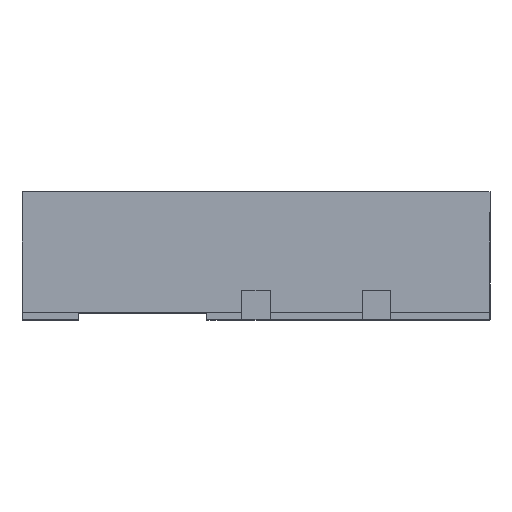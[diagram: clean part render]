
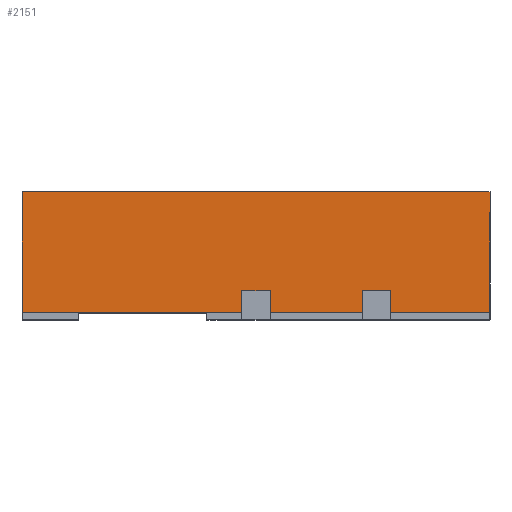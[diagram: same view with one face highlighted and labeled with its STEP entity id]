
A CAD part, top view. The second image highlights one B-rep face of the part: STEP entity #2151.
In plain terms, the highlighted planar face has unit normal (0, 0, 1).
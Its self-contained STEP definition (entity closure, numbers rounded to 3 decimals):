
#13 = EDGE_CURVE ( 'NONE', #1495, #2625, #2804, .T. ) ;
#25 = EDGE_CURVE ( 'NONE', #3848, #2366, #283, .T. ) ;
#28 = CARTESIAN_POINT ( 'NONE',  ( -1.65, 0.9, 1.65 ) ) ;
#46 = DIRECTION ( 'NONE',  ( -1., 0., 0. ) ) ;
#60 = LINE ( 'NONE', #2825, #1933 ) ;
#98 = CARTESIAN_POINT ( 'NONE',  ( 1.65, 0.9, 1.65 ) ) ;
#111 = ORIENTED_EDGE ( 'NONE', *, *, #2830, .F. ) ;
#233 = ORIENTED_EDGE ( 'NONE', *, *, #3602, .F. ) ;
#242 = EDGE_CURVE ( 'NONE', #1688, #3413, #2040, .T. ) ;
#283 = LINE ( 'NONE', #1856, #2302 ) ;
#336 = LINE ( 'NONE', #98, #364 ) ;
#353 = CARTESIAN_POINT ( 'NONE',  ( -1.65, 0.05, 1.65 ) ) ;
#361 = DIRECTION ( 'NONE',  ( -1., 0., 0. ) ) ;
#364 = VECTOR ( 'NONE', #1909, 1000. ) ;
#408 = VECTOR ( 'NONE', #3000, 1000. ) ;
#433 = VECTOR ( 'NONE', #46, 1000. ) ;
#495 = ORIENTED_EDGE ( 'NONE', *, *, #2523, .T. ) ;
#604 = CARTESIAN_POINT ( 'NONE',  ( -1.65, 0.05, 1.65 ) ) ;
#672 = CARTESIAN_POINT ( 'NONE',  ( -0.1, 0.05, 1.65 ) ) ;
#737 = CARTESIAN_POINT ( 'NONE',  ( -0.1, 0.9, 1.65 ) ) ;
#753 = CARTESIAN_POINT ( 'NONE',  ( 0., 0.9, 1.65 ) ) ;
#805 = CARTESIAN_POINT ( 'NONE',  ( 0.95, 0.203, 1.65 ) ) ;
#818 = CARTESIAN_POINT ( 'NONE',  ( -1.65, 0.9, 1.65 ) ) ;
#982 = CARTESIAN_POINT ( 'NONE',  ( -1.65, 0.203, 1.65 ) ) ;
#1003 = VERTEX_POINT ( 'NONE', #2552 ) ;
#1044 = DIRECTION ( 'NONE',  ( -1., 0., 0. ) ) ;
#1109 = VECTOR ( 'NONE', #2269, 1000. ) ;
#1163 = CARTESIAN_POINT ( 'NONE',  ( 0.1, 0.203, 1.65 ) ) ;
#1225 = DIRECTION ( 'NONE',  ( 0., -1., 0. ) ) ;
#1279 = DIRECTION ( 'NONE',  ( -1., 0., 0. ) ) ;
#1312 = VECTOR ( 'NONE', #1665, 1000. ) ;
#1350 = LINE ( 'NONE', #737, #1109 ) ;
#1495 = VERTEX_POINT ( 'NONE', #672 ) ;
#1516 = CARTESIAN_POINT ( 'NONE',  ( -1.65, 0.203, 1.65 ) ) ;
#1563 = EDGE_CURVE ( 'NONE', #1829, #1719, #336, .T. ) ;
#1613 = PLANE ( 'NONE',  #2771 ) ;
#1665 = DIRECTION ( 'NONE',  ( 0., -1., 0. ) ) ;
#1688 = VERTEX_POINT ( 'NONE', #3357 ) ;
#1719 = VERTEX_POINT ( 'NONE', #2541 ) ;
#1787 = ORIENTED_EDGE ( 'NONE', *, *, #242, .F. ) ;
#1829 = VERTEX_POINT ( 'NONE', #2596 ) ;
#1856 = CARTESIAN_POINT ( 'NONE',  ( 0.75, 0.9, 1.65 ) ) ;
#1866 = DIRECTION ( 'NONE',  ( -1., 0., 0. ) ) ;
#1880 = VERTEX_POINT ( 'NONE', #2631 ) ;
#1909 = DIRECTION ( 'NONE',  ( 0., 1., 0. ) ) ;
#1927 = VERTEX_POINT ( 'NONE', #1163 ) ;
#1933 = VECTOR ( 'NONE', #2513, 1000. ) ;
#1941 = VECTOR ( 'NONE', #1866, 1000. ) ;
#2028 = LINE ( 'NONE', #818, #1312 ) ;
#2040 = LINE ( 'NONE', #2913, #3021 ) ;
#2093 = EDGE_CURVE ( 'NONE', #1003, #1927, #60, .T. ) ;
#2104 = CARTESIAN_POINT ( 'NONE',  ( 0.75, 0.203, 1.65 ) ) ;
#2110 = LINE ( 'NONE', #1516, #408 ) ;
#2118 = ORIENTED_EDGE ( 'NONE', *, *, #3191, .F. ) ;
#2123 = ORIENTED_EDGE ( 'NONE', *, *, #3193, .F. ) ;
#2131 = EDGE_LOOP ( 'NONE', ( #3267, #111, #1787, #2118, #2166, #495, #3803, #3890, #2238, #233, #2416, #2123 ) ) ;
#2151 = ADVANCED_FACE ( 'NONE', ( #3101 ), #1613, .F. ) ;
#2166 = ORIENTED_EDGE ( 'NONE', *, *, #1563, .T. ) ;
#2210 = CARTESIAN_POINT ( 'NONE',  ( 0.75, 0.05, 1.65 ) ) ;
#2238 = ORIENTED_EDGE ( 'NONE', *, *, #2517, .F. ) ;
#2249 = CARTESIAN_POINT ( 'NONE',  ( -1.65, 0.05, 1.65 ) ) ;
#2269 = DIRECTION ( 'NONE',  ( 0., -1., 0. ) ) ;
#2302 = VECTOR ( 'NONE', #1225, 1000. ) ;
#2320 = LINE ( 'NONE', #753, #3424 ) ;
#2366 = VERTEX_POINT ( 'NONE', #2210 ) ;
#2416 = ORIENTED_EDGE ( 'NONE', *, *, #2093, .F. ) ;
#2447 = VECTOR ( 'NONE', #2468, 1000. ) ;
#2449 = VECTOR ( 'NONE', #1279, 1000. ) ;
#2468 = DIRECTION ( 'NONE',  ( -1., 0., 0. ) ) ;
#2475 = EDGE_CURVE ( 'NONE', #3343, #2625, #2028, .T. ) ;
#2486 = LINE ( 'NONE', #353, #1941 ) ;
#2510 = LINE ( 'NONE', #982, #2447 ) ;
#2513 = DIRECTION ( 'NONE',  ( 0., 1., 0. ) ) ;
#2517 = EDGE_CURVE ( 'NONE', #1880, #1495, #1350, .T. ) ;
#2523 = EDGE_CURVE ( 'NONE', #1719, #3343, #2320, .T. ) ;
#2541 = CARTESIAN_POINT ( 'NONE',  ( 1.65, 0.9, 1.65 ) ) ;
#2552 = CARTESIAN_POINT ( 'NONE',  ( 0.1, 0.05, 1.65 ) ) ;
#2596 = CARTESIAN_POINT ( 'NONE',  ( 1.65, 0.05, 1.65 ) ) ;
#2625 = VERTEX_POINT ( 'NONE', #2249 ) ;
#2631 = CARTESIAN_POINT ( 'NONE',  ( -0.1, 0.203, 1.65 ) ) ;
#2771 = AXIS2_PLACEMENT_3D ( 'NONE', #3125, #3391, #361 ) ;
#2804 = LINE ( 'NONE', #3977, #433 ) ;
#2825 = CARTESIAN_POINT ( 'NONE',  ( 0.1, 0.9, 1.65 ) ) ;
#2830 = EDGE_CURVE ( 'NONE', #3413, #3848, #2510, .T. ) ;
#2913 = CARTESIAN_POINT ( 'NONE',  ( 0.95, 0.9, 1.65 ) ) ;
#3000 = DIRECTION ( 'NONE',  ( -1., 0., 0. ) ) ;
#3021 = VECTOR ( 'NONE', #3592, 1000. ) ;
#3101 = FACE_OUTER_BOUND ( 'NONE', #2131, .T. ) ;
#3125 = CARTESIAN_POINT ( 'NONE',  ( -1.65, 0.9, 1.65 ) ) ;
#3191 = EDGE_CURVE ( 'NONE', #1829, #1688, #2486, .T. ) ;
#3193 = EDGE_CURVE ( 'NONE', #2366, #1003, #3714, .T. ) ;
#3267 = ORIENTED_EDGE ( 'NONE', *, *, #25, .F. ) ;
#3343 = VERTEX_POINT ( 'NONE', #28 ) ;
#3357 = CARTESIAN_POINT ( 'NONE',  ( 0.95, 0.05, 1.65 ) ) ;
#3391 = DIRECTION ( 'NONE',  ( 0., 0., -1. ) ) ;
#3413 = VERTEX_POINT ( 'NONE', #805 ) ;
#3424 = VECTOR ( 'NONE', #1044, 1000. ) ;
#3592 = DIRECTION ( 'NONE',  ( 0., 1., 0. ) ) ;
#3602 = EDGE_CURVE ( 'NONE', #1927, #1880, #2110, .T. ) ;
#3714 = LINE ( 'NONE', #604, #2449 ) ;
#3803 = ORIENTED_EDGE ( 'NONE', *, *, #2475, .T. ) ;
#3848 = VERTEX_POINT ( 'NONE', #2104 ) ;
#3890 = ORIENTED_EDGE ( 'NONE', *, *, #13, .F. ) ;
#3977 = CARTESIAN_POINT ( 'NONE',  ( -1.65, 0.05, 1.65 ) ) ;
